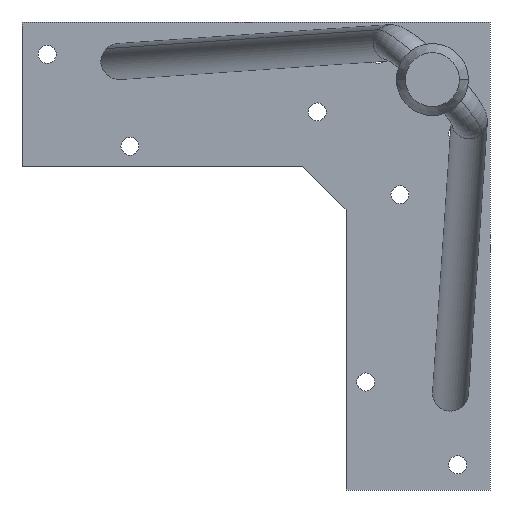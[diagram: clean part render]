
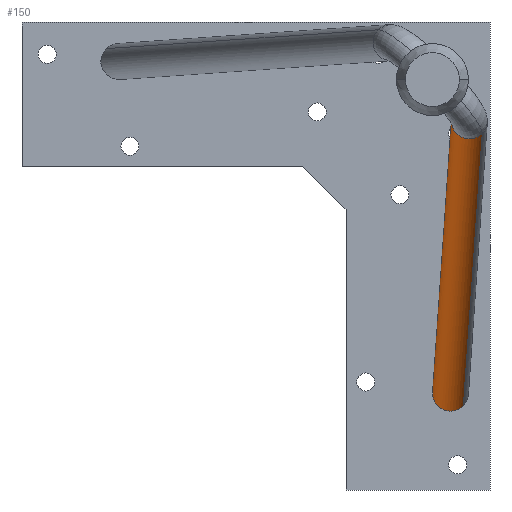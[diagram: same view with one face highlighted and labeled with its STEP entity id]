
A CAD part, front view. The second image highlights one B-rep face of the part: STEP entity #150.
In plain terms, the highlighted cylindrical face has radius 5 mm (diameter 10 mm), a partial arc.
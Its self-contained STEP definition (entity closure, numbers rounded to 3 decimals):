
#12 = DIRECTION ( 'NONE',  ( -0.014, 0.98, -0.198 ) ) ;
#93 = CARTESIAN_POINT ( 'NONE',  ( -14.526, -3., -99.414 ) ) ;
#150 = ADVANCED_FACE ( 'NONE', ( #2002 ), #1651, .T. ) ;
#282 = CARTESIAN_POINT ( 'NONE',  ( -9.308, -375.01, -24.127 ) ) ;
#317 = LINE ( 'NONE', #1254, #1529 ) ;
#364 = EDGE_CURVE ( 'NONE', #430, #1897, #317, .T. ) ;
#370 = DIRECTION ( 'NONE',  ( -0.715, 0.129, 0.687 ) ) ;
#415 = EDGE_LOOP ( 'NONE', ( #422, #1686, #646, #641 ) ) ;
#422 = ORIENTED_EDGE ( 'NONE', *, *, #364, .F. ) ;
#426 = CARTESIAN_POINT ( 'NONE',  ( -14.526, -3., -99.414 ) ) ;
#430 = VERTEX_POINT ( 'NONE', #1418 ) ;
#437 = CARTESIAN_POINT ( 'NONE',  ( -21.537, -3., -106.71 ) ) ;
#541 = EDGE_CURVE ( 'NONE', #430, #1868, #1154, .T. ) ;
#641 = ORIENTED_EDGE ( 'NONE', *, *, #674, .F. ) ;
#646 = ORIENTED_EDGE ( 'NONE', *, *, #1760, .T. ) ;
#672 = VERTEX_POINT ( 'NONE', #93 ) ;
#674 = EDGE_CURVE ( 'NONE', #1897, #672, #971, .T. ) ;
#706 = DIRECTION ( 'NONE',  ( -0.014, 0.98, -0.198 ) ) ;
#827 = CARTESIAN_POINT ( 'NONE',  ( -9.308, -375.01, -24.127 ) ) ;
#905 = DIRECTION ( 'NONE',  ( -0.014, 0.98, -0.198 ) ) ;
#971 =( BOUNDED_CURVE ( )  B_SPLINE_CURVE ( 3, ( #1376, #1675, #437, #426 ),
 .UNSPECIFIED., .F., .F. ) 
 B_SPLINE_CURVE_WITH_KNOTS ( ( 4, 4 ),
 ( 5.419, 8.56 ),
 .UNSPECIFIED. ) 
 CURVE ( )  GEOMETRIC_REPRESENTATION_ITEM ( )  RATIONAL_B_SPLINE_CURVE ( ( 1., 0.333, 0.333, 1. ) ) 
 REPRESENTATION_ITEM ( '' )  );
#1154 = CIRCLE ( 'NONE', #1471, 5. ) ;
#1160 = CARTESIAN_POINT ( 'NONE',  ( -7.394, -3., -106.546 ) ) ;
#1223 = DIRECTION ( 'NONE',  ( -0.014, 0.98, -0.198 ) ) ;
#1254 = CARTESIAN_POINT ( 'NONE',  ( -2.157, -376.3, -30.998 ) ) ;
#1376 = CARTESIAN_POINT ( 'NONE',  ( -7.394, -3., -106.546 ) ) ;
#1380 = LINE ( 'NONE', #282, #1522 ) ;
#1418 = CARTESIAN_POINT ( 'NONE',  ( -2.157, -376.3, -30.998 ) ) ;
#1471 = AXIS2_PLACEMENT_3D ( 'NONE', #2001, #1223, #1499 ) ;
#1499 = DIRECTION ( 'NONE',  ( -0.715, 0.129, 0.687 ) ) ;
#1522 = VECTOR ( 'NONE', #905, 1000. ) ;
#1529 = VECTOR ( 'NONE', #12, 1000. ) ;
#1633 = CARTESIAN_POINT ( 'NONE',  ( -5.732, -375.655, -27.563 ) ) ;
#1651 = CYLINDRICAL_SURFACE ( 'NONE', #1783, 5. ) ;
#1675 = CARTESIAN_POINT ( 'NONE',  ( -14.404, -3., -113.842 ) ) ;
#1686 = ORIENTED_EDGE ( 'NONE', *, *, #541, .T. ) ;
#1760 = EDGE_CURVE ( 'NONE', #1868, #672, #1380, .T. ) ;
#1783 = AXIS2_PLACEMENT_3D ( 'NONE', #1633, #706, #370 ) ;
#1868 = VERTEX_POINT ( 'NONE', #827 ) ;
#1897 = VERTEX_POINT ( 'NONE', #1160 ) ;
#2001 = CARTESIAN_POINT ( 'NONE',  ( -5.732, -375.655, -27.563 ) ) ;
#2002 = FACE_OUTER_BOUND ( 'NONE', #415, .T. ) ;
